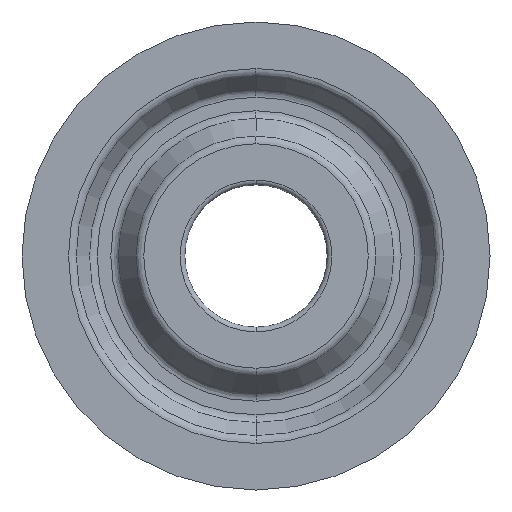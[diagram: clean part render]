
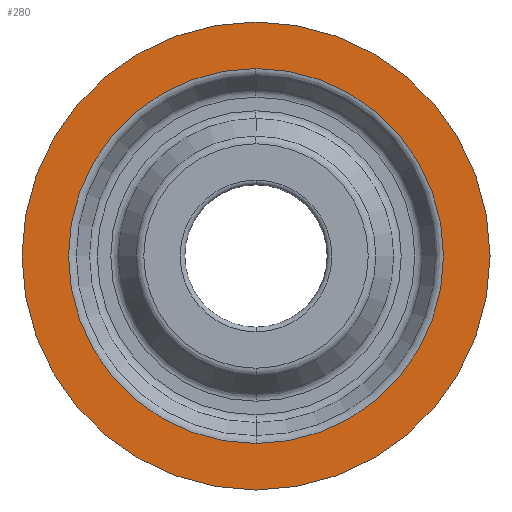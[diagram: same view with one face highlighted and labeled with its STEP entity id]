
A CAD part, left-side view. The second image highlights one B-rep face of the part: STEP entity #280.
In plain terms, the highlighted planar face has unit normal (-1, 0, 0).
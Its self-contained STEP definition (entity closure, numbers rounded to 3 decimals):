
#53 = AXIS2_PLACEMENT_3D ( 'NONE', #224, #1393, #1184 ) ;
#105 = AXIS2_PLACEMENT_3D ( 'NONE', #788, #363, #1126 ) ;
#108 = DIRECTION ( 'NONE',  ( 0., 0., 1. ) ) ;
#224 = CARTESIAN_POINT ( 'NONE',  ( -5., 0., 0. ) ) ;
#277 = ORIENTED_EDGE ( 'NONE', *, *, #984, .T. ) ;
#280 = ADVANCED_FACE ( 'NONE', ( #803, #1247 ), #1345, .F. ) ;
#348 = EDGE_LOOP ( 'NONE', ( #277, #414 ) ) ;
#357 = CARTESIAN_POINT ( 'NONE',  ( -5., 0., -25. ) ) ;
#361 = CARTESIAN_POINT ( 'NONE',  ( -5., 0., -20.035 ) ) ;
#363 = DIRECTION ( 'NONE',  ( -1., 0., 0. ) ) ;
#414 = ORIENTED_EDGE ( 'NONE', *, *, #745, .T. ) ;
#451 = CARTESIAN_POINT ( 'NONE',  ( -5., 0., 20.035 ) ) ;
#525 = EDGE_LOOP ( 'NONE', ( #563, #843 ) ) ;
#563 = ORIENTED_EDGE ( 'NONE', *, *, #650, .T. ) ;
#650 = EDGE_CURVE ( 'NONE', #1014, #794, #1292, .T. ) ;
#675 = CARTESIAN_POINT ( 'NONE',  ( -5., 0., 0. ) ) ;
#707 = CIRCLE ( 'NONE', #105, 25. ) ;
#721 = CARTESIAN_POINT ( 'NONE',  ( -5., 25., 0. ) ) ;
#745 = EDGE_CURVE ( 'NONE', #1218, #1349, #1092, .T. ) ;
#761 = EDGE_CURVE ( 'NONE', #794, #1014, #707, .T. ) ;
#788 = CARTESIAN_POINT ( 'NONE',  ( -5., 0., 0. ) ) ;
#794 = VERTEX_POINT ( 'NONE', #357 ) ;
#803 = FACE_BOUND ( 'NONE', #348, .T. ) ;
#843 = ORIENTED_EDGE ( 'NONE', *, *, #761, .T. ) ;
#984 = EDGE_CURVE ( 'NONE', #1349, #1218, #1402, .T. ) ;
#1014 = VERTEX_POINT ( 'NONE', #1246 ) ;
#1032 = AXIS2_PLACEMENT_3D ( 'NONE', #675, #1387, #108 ) ;
#1062 = DIRECTION ( 'NONE',  ( 0., 0., 1. ) ) ;
#1092 = CIRCLE ( 'NONE', #53, 20.035 ) ;
#1124 = AXIS2_PLACEMENT_3D ( 'NONE', #721, #1129, #1062 ) ;
#1126 = DIRECTION ( 'NONE',  ( 0., 0., 1. ) ) ;
#1129 = DIRECTION ( 'NONE',  ( 1., 0., 0. ) ) ;
#1184 = DIRECTION ( 'NONE',  ( 0., 0., -1. ) ) ;
#1218 = VERTEX_POINT ( 'NONE', #451 ) ;
#1246 = CARTESIAN_POINT ( 'NONE',  ( -5., 0., 25. ) ) ;
#1247 = FACE_OUTER_BOUND ( 'NONE', #525, .T. ) ;
#1248 = DIRECTION ( 'NONE',  ( 0., 0., -1. ) ) ;
#1292 = CIRCLE ( 'NONE', #1032, 25. ) ;
#1345 = PLANE ( 'NONE',  #1124 ) ;
#1347 = DIRECTION ( 'NONE',  ( 1., 0., 0. ) ) ;
#1349 = VERTEX_POINT ( 'NONE', #361 ) ;
#1356 = CARTESIAN_POINT ( 'NONE',  ( -5., 0., 0. ) ) ;
#1387 = DIRECTION ( 'NONE',  ( -1., 0., 0. ) ) ;
#1393 = DIRECTION ( 'NONE',  ( 1., 0., 0. ) ) ;
#1400 = AXIS2_PLACEMENT_3D ( 'NONE', #1356, #1347, #1248 ) ;
#1402 = CIRCLE ( 'NONE', #1400, 20.035 ) ;
